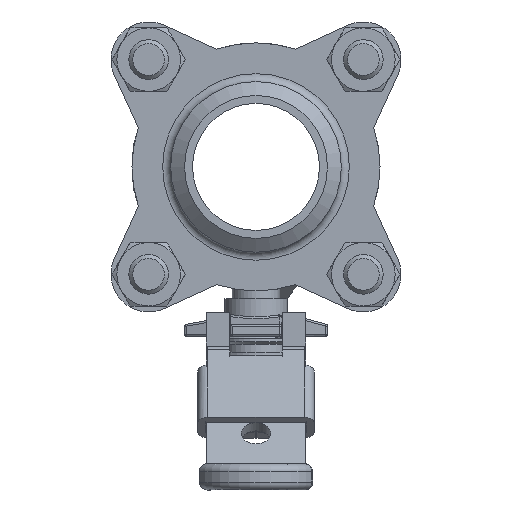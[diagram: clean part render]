
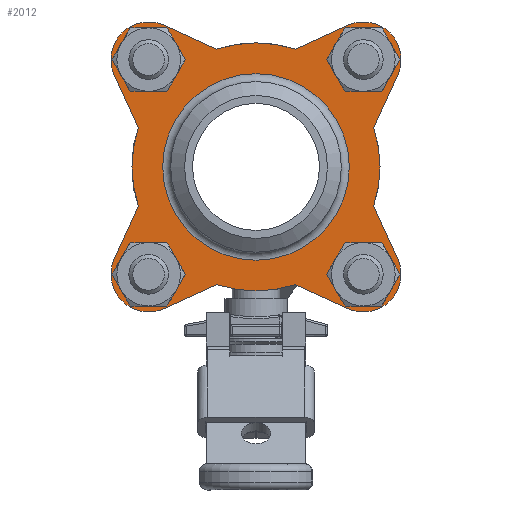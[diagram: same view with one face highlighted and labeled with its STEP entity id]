
A CAD part, left-side view. The second image highlights one B-rep face of the part: STEP entity #2012.
In plain terms, the highlighted planar face has unit normal (-1, 0, 0).
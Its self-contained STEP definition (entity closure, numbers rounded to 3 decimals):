
#2012=ADVANCED_FACE('',(#4091,#4092,#4093,#4094,#4095,#4096),#4097,.T.);
#4091=FACE_BOUND('',#8715,.T.);
#4092=FACE_BOUND('',#8716,.T.);
#4093=FACE_BOUND('',#8717,.T.);
#4094=FACE_BOUND('',#8718,.T.);
#4095=FACE_BOUND('',#8719,.T.);
#4096=FACE_OUTER_BOUND('',#8720,.T.);
#4097=PLANE('',#8721);
#8715=EDGE_LOOP('',(#13732));
#8716=EDGE_LOOP('',(#13733));
#8717=EDGE_LOOP('',(#13734));
#8718=EDGE_LOOP('',(#13735));
#8719=EDGE_LOOP('',(#13736));
#8720=EDGE_LOOP('',(#13737,#13738,#13739,#13740,#13741,#13742,#13743,#13744,#13745,#13746,#13747,#13748,#13749,#13750,#13751,#13752));
#8721=AXIS2_PLACEMENT_3D('',#13753,#13754,#13755);
#13732=ORIENTED_EDGE('',*,*,#18149,.T.);
#13733=ORIENTED_EDGE('',*,*,#18161,.F.);
#13734=ORIENTED_EDGE('',*,*,#18162,.F.);
#13735=ORIENTED_EDGE('',*,*,#18130,.F.);
#13736=ORIENTED_EDGE('',*,*,#18128,.F.);
#13737=ORIENTED_EDGE('',*,*,#18163,.F.);
#13738=ORIENTED_EDGE('',*,*,#18164,.F.);
#13739=ORIENTED_EDGE('',*,*,#18135,.F.);
#13740=ORIENTED_EDGE('',*,*,#18165,.F.);
#13741=ORIENTED_EDGE('',*,*,#18166,.F.);
#13742=ORIENTED_EDGE('',*,*,#18167,.F.);
#13743=ORIENTED_EDGE('',*,*,#18168,.F.);
#13744=ORIENTED_EDGE('',*,*,#18169,.F.);
#13745=ORIENTED_EDGE('',*,*,#18170,.F.);
#13746=ORIENTED_EDGE('',*,*,#18171,.F.);
#13747=ORIENTED_EDGE('',*,*,#18172,.F.);
#13748=ORIENTED_EDGE('',*,*,#18173,.F.);
#13749=ORIENTED_EDGE('',*,*,#18174,.F.);
#13750=ORIENTED_EDGE('',*,*,#18175,.F.);
#13751=ORIENTED_EDGE('',*,*,#18176,.F.);
#13752=ORIENTED_EDGE('',*,*,#18177,.F.);
#13753=CARTESIAN_POINT('',(-32.6,-27.047,27.047));
#13754=DIRECTION('',(-1.0,0.0,0.0));
#13755=DIRECTION('',(0.0,0.0,-1.0));
#18128=EDGE_CURVE('',#21264,#21264,#21265,.T.);
#18130=EDGE_CURVE('',#21267,#21267,#21268,.T.);
#18135=EDGE_CURVE('',#21275,#21277,#21278,.T.);
#18149=EDGE_CURVE('',#21299,#21299,#21300,.F.);
#18161=EDGE_CURVE('',#21317,#21317,#21318,.T.);
#18162=EDGE_CURVE('',#21319,#21319,#21320,.T.);
#18163=EDGE_CURVE('',#21321,#21322,#21323,.T.);
#18164=EDGE_CURVE('',#21277,#21321,#21324,.T.);
#18165=EDGE_CURVE('',#21325,#21275,#21326,.T.);
#18166=EDGE_CURVE('',#21327,#21325,#21328,.T.);
#18167=EDGE_CURVE('',#21329,#21327,#21330,.T.);
#18168=EDGE_CURVE('',#21331,#21329,#21332,.T.);
#18169=EDGE_CURVE('',#21333,#21331,#21334,.T.);
#18170=EDGE_CURVE('',#21335,#21333,#21336,.T.);
#18171=EDGE_CURVE('',#21337,#21335,#21338,.T.);
#18172=EDGE_CURVE('',#21339,#21337,#21340,.T.);
#18173=EDGE_CURVE('',#21341,#21339,#21342,.T.);
#18174=EDGE_CURVE('',#21343,#21341,#21344,.T.);
#18175=EDGE_CURVE('',#21345,#21343,#21346,.T.);
#18176=EDGE_CURVE('',#21347,#21345,#21348,.T.);
#18177=EDGE_CURVE('',#21322,#21347,#21349,.T.);
#21264=VERTEX_POINT('',#26481);
#21265=CIRCLE('',#26482,5.25);
#21267=VERTEX_POINT('',#26484);
#21268=CIRCLE('',#26485,5.25);
#21275=VERTEX_POINT('',#26493);
#21277=VERTEX_POINT('',#26496);
#21278=LINE('',#26497,#26498);
#21299=VERTEX_POINT('',#26520);
#21300=CIRCLE('',#26521,23.5);
#21317=VERTEX_POINT('',#26538);
#21318=CIRCLE('',#26539,5.25);
#21319=VERTEX_POINT('',#26540);
#21320=CIRCLE('',#26541,5.25);
#21321=VERTEX_POINT('',#26542);
#21322=VERTEX_POINT('',#26543);
#21323=LINE('',#26544,#26545);
#21324=CIRCLE('',#26546,31.25);
#21325=VERTEX_POINT('',#26547);
#21326=CIRCLE('',#26548,9.5);
#21327=VERTEX_POINT('',#26549);
#21328=LINE('',#26550,#26551);
#21329=VERTEX_POINT('',#26552);
#21330=CIRCLE('',#26553,31.25);
#21331=VERTEX_POINT('',#26554);
#21332=LINE('',#26555,#26556);
#21333=VERTEX_POINT('',#26557);
#21334=CIRCLE('',#26558,9.5);
#21335=VERTEX_POINT('',#26559);
#21336=LINE('',#26560,#26561);
#21337=VERTEX_POINT('',#26562);
#21338=CIRCLE('',#26563,31.25);
#21339=VERTEX_POINT('',#26564);
#21340=LINE('',#26565,#26566);
#21341=VERTEX_POINT('',#26567);
#21342=CIRCLE('',#26568,9.5);
#21343=VERTEX_POINT('',#26569);
#21344=LINE('',#26570,#26571);
#21345=VERTEX_POINT('',#26572);
#21346=CIRCLE('',#26573,31.25);
#21347=VERTEX_POINT('',#26574);
#21348=LINE('',#26575,#26576);
#21349=CIRCLE('',#26577,9.5);
#26481=CARTESIAN_POINT('',(-32.6,-27.047,-21.797));
#26482=AXIS2_PLACEMENT_3D('',#31158,#31159,#31160);
#26484=CARTESIAN_POINT('',(-32.6,27.047,-21.797));
#26485=AXIS2_PLACEMENT_3D('',#31161,#31162,#31163);
#26493=CARTESIAN_POINT('',(-32.6,23.109,35.692));
#26496=CARTESIAN_POINT('',(-32.6,9.856,29.655));
#26497=CARTESIAN_POINT('',(-32.6,23.109,35.692));
#26498=VECTOR('',#31169,1.0);
#26520=CARTESIAN_POINT('',(-32.6,0.,23.5));
#26521=AXIS2_PLACEMENT_3D('',#31198,#31199,#31200);
#26538=CARTESIAN_POINT('',(-32.6,-27.047,32.297));
#26539=AXIS2_PLACEMENT_3D('',#31216,#31217,#31218);
#26540=CARTESIAN_POINT('',(-32.6,27.047,32.297));
#26541=AXIS2_PLACEMENT_3D('',#31219,#31220,#31221);
#26542=CARTESIAN_POINT('',(-32.6,-9.856,29.655));
#26543=CARTESIAN_POINT('',(-32.6,-23.109,35.692));
#26544=CARTESIAN_POINT('',(-32.6,-9.856,29.655));
#26545=VECTOR('',#31222,1.0);
#26546=AXIS2_PLACEMENT_3D('',#31223,#31224,#31225);
#26547=CARTESIAN_POINT('',(-32.6,35.692,23.109));
#26548=AXIS2_PLACEMENT_3D('',#31226,#31227,#31228);
#26549=CARTESIAN_POINT('',(-32.6,29.655,9.856));
#26550=CARTESIAN_POINT('',(-32.6,29.655,9.856));
#26551=VECTOR('',#31229,1.0);
#26552=CARTESIAN_POINT('',(-32.6,29.655,-9.856));
#26553=AXIS2_PLACEMENT_3D('',#31230,#31231,#31232);
#26554=CARTESIAN_POINT('',(-32.6,35.692,-23.109));
#26555=CARTESIAN_POINT('',(-32.6,35.692,-23.109));
#26556=VECTOR('',#31233,1.0);
#26557=CARTESIAN_POINT('',(-32.6,23.109,-35.692));
#26558=AXIS2_PLACEMENT_3D('',#31234,#31235,#31236);
#26559=CARTESIAN_POINT('',(-32.6,9.856,-29.655));
#26560=CARTESIAN_POINT('',(-32.6,9.856,-29.655));
#26561=VECTOR('',#31237,1.0);
#26562=CARTESIAN_POINT('',(-32.6,-9.856,-29.655));
#26563=AXIS2_PLACEMENT_3D('',#31238,#31239,#31240);
#26564=CARTESIAN_POINT('',(-32.6,-23.109,-35.692));
#26565=CARTESIAN_POINT('',(-32.6,-23.109,-35.692));
#26566=VECTOR('',#31241,1.0);
#26567=CARTESIAN_POINT('',(-32.6,-35.692,-23.109));
#26568=AXIS2_PLACEMENT_3D('',#31242,#31243,#31244);
#26569=CARTESIAN_POINT('',(-32.6,-29.655,-9.856));
#26570=CARTESIAN_POINT('',(-32.6,-29.655,-9.856));
#26571=VECTOR('',#31245,1.0);
#26572=CARTESIAN_POINT('',(-32.6,-29.655,9.856));
#26573=AXIS2_PLACEMENT_3D('',#31246,#31247,#31248);
#26574=CARTESIAN_POINT('',(-32.6,-35.692,23.109));
#26575=CARTESIAN_POINT('',(-32.6,-35.692,23.109));
#26576=VECTOR('',#31249,1.0);
#26577=AXIS2_PLACEMENT_3D('',#31250,#31251,#31252);
#31158=CARTESIAN_POINT('',(-32.6,-27.047,-27.047));
#31159=DIRECTION('',(-1.0,0.0,0.0));
#31160=DIRECTION('',(0.0,0.0,1.0));
#31161=CARTESIAN_POINT('',(-32.6,27.047,-27.047));
#31162=DIRECTION('',(-1.0,0.0,0.0));
#31163=DIRECTION('',(0.0,0.0,1.0));
#31169=DIRECTION('',(0.0,-0.91,-0.415));
#31198=CARTESIAN_POINT('',(-32.6,0.,0.));
#31199=DIRECTION('',(-1.0,0.0,0.0));
#31200=DIRECTION('',(0.0,0.0,1.0));
#31216=CARTESIAN_POINT('',(-32.6,-27.047,27.047));
#31217=DIRECTION('',(-1.0,0.0,0.0));
#31218=DIRECTION('',(0.0,0.0,1.0));
#31219=CARTESIAN_POINT('',(-32.6,27.047,27.047));
#31220=DIRECTION('',(-1.0,0.0,0.0));
#31221=DIRECTION('',(0.0,0.0,1.0));
#31222=DIRECTION('',(0.0,-0.91,0.415));
#31223=CARTESIAN_POINT('',(-32.6,0.,0.));
#31224=DIRECTION('',(1.0,0.0,0.0));
#31225=DIRECTION('',(0.0,0.0,-1.0));
#31226=CARTESIAN_POINT('',(-32.6,27.047,27.047));
#31227=DIRECTION('',(1.0,0.0,0.0));
#31228=DIRECTION('',(0.0,0.0,-1.0));
#31229=DIRECTION('',(0.0,0.415,0.91));
#31230=CARTESIAN_POINT('',(-32.6,0.,0.));
#31231=DIRECTION('',(1.0,0.0,0.0));
#31232=DIRECTION('',(0.0,0.0,-1.0));
#31233=DIRECTION('',(0.0,-0.415,0.91));
#31234=CARTESIAN_POINT('',(-32.6,27.047,-27.047));
#31235=DIRECTION('',(1.0,0.0,0.0));
#31236=DIRECTION('',(0.0,0.0,-1.0));
#31237=DIRECTION('',(0.0,0.91,-0.415));
#31238=CARTESIAN_POINT('',(-32.6,0.,0.));
#31239=DIRECTION('',(1.0,0.0,0.0));
#31240=DIRECTION('',(0.0,0.0,-1.0));
#31241=DIRECTION('',(0.0,0.91,0.415));
#31242=CARTESIAN_POINT('',(-32.6,-27.047,-27.047));
#31243=DIRECTION('',(1.0,0.0,0.0));
#31244=DIRECTION('',(0.0,0.0,-1.0));
#31245=DIRECTION('',(0.0,-0.415,-0.91));
#31246=CARTESIAN_POINT('',(-32.6,0.,0.));
#31247=DIRECTION('',(1.0,0.0,0.0));
#31248=DIRECTION('',(0.0,0.0,-1.0));
#31249=DIRECTION('',(0.0,0.415,-0.91));
#31250=CARTESIAN_POINT('',(-32.6,-27.047,27.047));
#31251=DIRECTION('',(1.0,0.0,0.0));
#31252=DIRECTION('',(0.0,0.0,-1.0));
